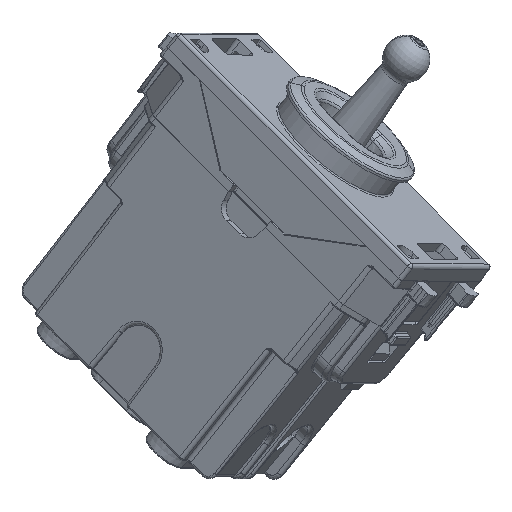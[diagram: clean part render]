
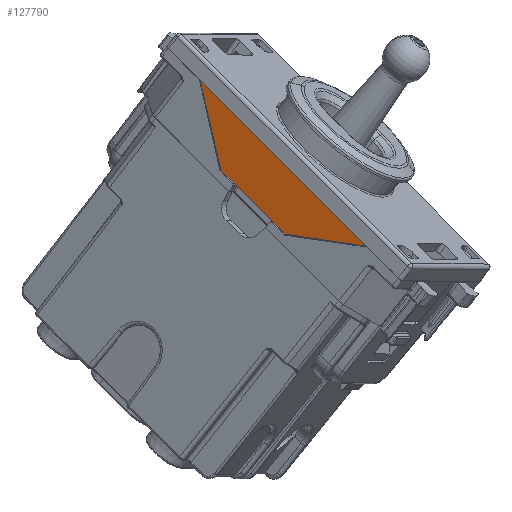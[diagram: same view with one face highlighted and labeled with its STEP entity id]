
A CAD part, isometric view. The second image highlights one B-rep face of the part: STEP entity #127790.
In plain terms, the highlighted face is planar.
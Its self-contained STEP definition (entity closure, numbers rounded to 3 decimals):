
#127753=CARTESIAN_POINT('Axis2P3D Location',(-11.175,0.,6.675)) ;
#127759=CARTESIAN_POINT('Control Point',(-11.175,15.85,6.675)) ;
#127760=CARTESIAN_POINT('Control Point',(-11.117,6.05,0.075)) ;
#127761=CARTESIAN_POINT('Vertex',(-11.117,6.05,0.075)) ;
#127763=CARTESIAN_POINT('Vertex',(-11.175,15.85,6.675)) ;
#127766=CARTESIAN_POINT('Line Origine',(-11.117,0.,0.075)) ;
#127770=CARTESIAN_POINT('Vertex',(-11.117,-6.05,0.075)) ;
#127774=CARTESIAN_POINT('Control Point',(-11.175,-15.85,6.675)) ;
#127775=CARTESIAN_POINT('Control Point',(-11.117,-6.05,0.075)) ;
#127776=CARTESIAN_POINT('Vertex',(-11.175,-15.85,6.675)) ;
#127779=CARTESIAN_POINT('Line Origine',(-11.175,0.,6.675)) ;
#127754=DIRECTION('Axis2P3D Direction',(1.,0.,0.009)) ;
#127755=DIRECTION('Axis2P3D XDirection',(0.,1.,0.)) ;
#127767=DIRECTION('Vector Direction',(0.,1.,0.)) ;
#127780=DIRECTION('Vector Direction',(0.,1.,0.)) ;
#127756=AXIS2_PLACEMENT_3D('Plane Axis2P3D',#127753,#127754,#127755) ;
#127785=ORIENTED_EDGE('',*,*,#127765,.F.) ;
#127786=ORIENTED_EDGE('',*,*,#127772,.F.) ;
#127787=ORIENTED_EDGE('',*,*,#127778,.F.) ;
#127788=ORIENTED_EDGE('',*,*,#127783,.T.) ;
#127768=VECTOR('Line Direction',#127767,1.) ;
#127781=VECTOR('Line Direction',#127780,1.) ;
#127790=ADVANCED_FACE('PartBody',(#127789),#127757,.F.) ;
#127758=B_SPLINE_CURVE_WITH_KNOTS('',1,(#127759,#127760),.UNSPECIFIED.,.F.,.U.,(2,2),(-5.908,5.908),.UNSPECIFIED.) ;
#127773=B_SPLINE_CURVE_WITH_KNOTS('',1,(#127774,#127775),.UNSPECIFIED.,.F.,.U.,(2,2),(-5.908,5.908),.UNSPECIFIED.) ;
#127765=EDGE_CURVE('',#127762,#127764,#127758,.F.) ;
#127772=EDGE_CURVE('',#127771,#127762,#127769,.T.) ;
#127778=EDGE_CURVE('',#127777,#127771,#127773,.T.) ;
#127783=EDGE_CURVE('',#127777,#127764,#127782,.T.) ;
#127784=EDGE_LOOP('',(#127785,#127786,#127787,#127788)) ;
#127789=FACE_OUTER_BOUND('',#127784,.T.) ;
#127769=LINE('Line',#127766,#127768) ;
#127782=LINE('Line',#127779,#127781) ;
#127757=PLANE('',#127756) ;
#127762=VERTEX_POINT('',#127761) ;
#127764=VERTEX_POINT('',#127763) ;
#127771=VERTEX_POINT('',#127770) ;
#127777=VERTEX_POINT('',#127776) ;
